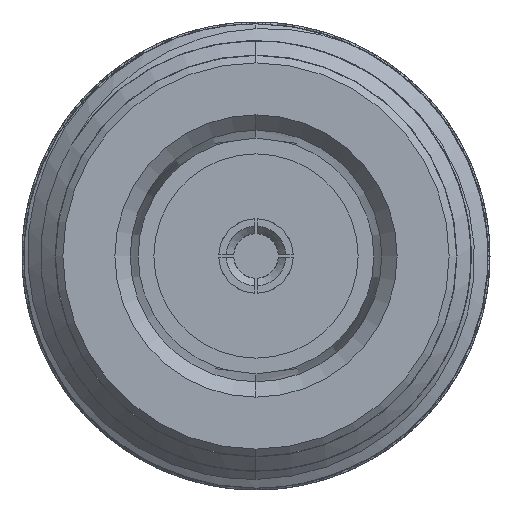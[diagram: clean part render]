
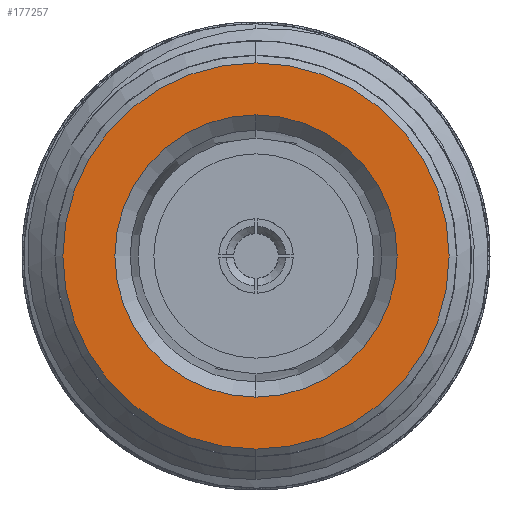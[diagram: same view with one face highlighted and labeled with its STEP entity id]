
A CAD part, left-side view. The second image highlights one B-rep face of the part: STEP entity #177257.
In plain terms, the highlighted planar face has unit normal (-1, 0, 0).
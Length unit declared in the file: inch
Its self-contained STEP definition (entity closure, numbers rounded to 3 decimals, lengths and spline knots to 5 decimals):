
#4329 = CARTESIAN_POINT ( 'NONE',  ( 0., 0., 0. ) ) ;
#6824 = DIRECTION ( 'NONE',  ( -1., 0., 0. ) ) ;
#8857 = VERTEX_POINT ( 'NONE', #125835 ) ;
#10667 = ORIENTED_EDGE ( 'NONE', *, *, #138819, .T. ) ;
#11944 = CARTESIAN_POINT ( 'NONE',  ( 0., 0., 0. ) ) ;
#12329 = AXIS2_PLACEMENT_3D ( 'NONE', #24397, #182868, #25007 ) ;
#17457 = EDGE_LOOP ( 'NONE', ( #66741, #51450 ) ) ;
#24211 = CARTESIAN_POINT ( 'NONE',  ( 0., 0., 0. ) ) ;
#24397 = CARTESIAN_POINT ( 'NONE',  ( 0., 0., 0. ) ) ;
#25007 = DIRECTION ( 'NONE',  ( 0., 0., 1. ) ) ;
#25863 = DIRECTION ( 'NONE',  ( 0., 0., 1. ) ) ;
#26370 = DIRECTION ( 'NONE',  ( -1., 0., 0. ) ) ;
#35915 = ORIENTED_EDGE ( 'NONE', *, *, #62068, .T. ) ;
#50705 = VERTEX_POINT ( 'NONE', #179500 ) ;
#51247 = CIRCLE ( 'NONE', #12329, 0.19 ) ;
#51450 = ORIENTED_EDGE ( 'NONE', *, *, #148876, .T. ) ;
#51770 = AXIS2_PLACEMENT_3D ( 'NONE', #140493, #185564, #25863 ) ;
#62068 = EDGE_CURVE ( 'NONE', #130925, #62193, #113112, .T. ) ;
#62193 = VERTEX_POINT ( 'NONE', #131828 ) ;
#66741 = ORIENTED_EDGE ( 'NONE', *, *, #72806, .T. ) ;
#68170 = DIRECTION ( 'NONE',  ( 0., 0., 1. ) ) ;
#72806 = EDGE_CURVE ( 'NONE', #8857, #50705, #155347, .T. ) ;
#75601 = AXIS2_PLACEMENT_3D ( 'NONE', #24211, #168272, #68170 ) ;
#78372 = DIRECTION ( 'NONE',  ( 0., 0., 1. ) ) ;
#80998 = EDGE_LOOP ( 'NONE', ( #35915, #10667 ) ) ;
#102583 = CIRCLE ( 'NONE', #175333, 0.26 ) ;
#113112 = CIRCLE ( 'NONE', #75601, 0.19 ) ;
#124005 = CARTESIAN_POINT ( 'NONE',  ( 0., 0., 0.19 ) ) ;
#125835 = CARTESIAN_POINT ( 'NONE',  ( 0., 0., -0.26 ) ) ;
#130925 = VERTEX_POINT ( 'NONE', #124005 ) ;
#131828 = CARTESIAN_POINT ( 'NONE',  ( 0., 0., -0.19 ) ) ;
#138819 = EDGE_CURVE ( 'NONE', #62193, #130925, #51247, .T. ) ;
#140493 = CARTESIAN_POINT ( 'NONE',  ( 0., 0., 0. ) ) ;
#148700 = FACE_BOUND ( 'NONE', #80998, .T. ) ;
#148876 = EDGE_CURVE ( 'NONE', #50705, #8857, #102583, .T. ) ;
#153218 = FACE_OUTER_BOUND ( 'NONE', #17457, .T. ) ;
#155347 = CIRCLE ( 'NONE', #178271, 0.26 ) ;
#168272 = DIRECTION ( 'NONE',  ( 1., 0., 0. ) ) ;
#169196 = DIRECTION ( 'NONE',  ( 0., 0., 1. ) ) ;
#175333 = AXIS2_PLACEMENT_3D ( 'NONE', #4329, #6824, #78372 ) ;
#177257 = ADVANCED_FACE ( 'NONE', ( #153218, #148700 ), #183108, .T. ) ;
#178271 = AXIS2_PLACEMENT_3D ( 'NONE', #11944, #26370, #169196 ) ;
#179500 = CARTESIAN_POINT ( 'NONE',  ( 0., 0., 0.26 ) ) ;
#182868 = DIRECTION ( 'NONE',  ( 1., 0., 0. ) ) ;
#183108 = PLANE ( 'NONE',  #51770 ) ;
#185564 = DIRECTION ( 'NONE',  ( -1., 0., 0. ) ) ;
